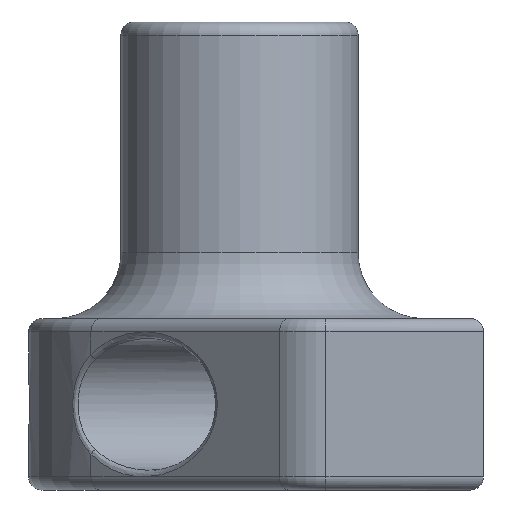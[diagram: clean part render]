
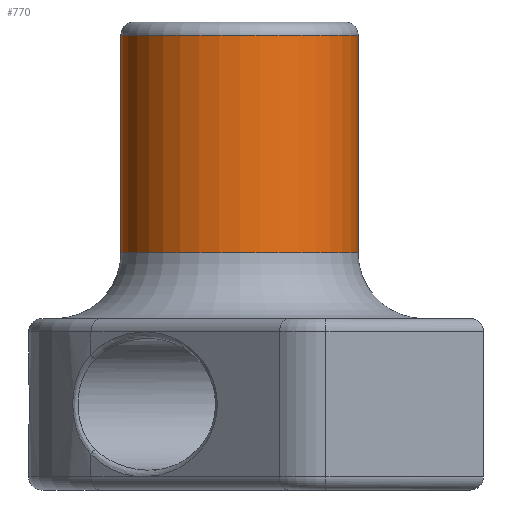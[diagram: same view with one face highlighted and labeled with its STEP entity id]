
A CAD part, left-side view. The second image highlights one B-rep face of the part: STEP entity #770.
In plain terms, the highlighted cylindrical face has radius 9 mm (diameter 18 mm), a full revolution.
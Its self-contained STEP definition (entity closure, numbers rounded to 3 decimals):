
#93=LINE('',#1805,#135);
#135=VECTOR('',#1081,9.);
#158=CYLINDRICAL_SURFACE('',#872,9.);
#197=FACE_OUTER_BOUND('',#252,.T.);
#252=EDGE_LOOP('',(#651,#652,#653,#654,#655));
#315=CIRCLE('',#871,9.);
#316=CIRCLE('',#873,9.);
#317=CIRCLE('',#874,9.);
#383=VERTEX_POINT('',#1800);
#384=VERTEX_POINT('',#1804);
#385=VERTEX_POINT('',#1806);
#479=EDGE_CURVE('',#383,#383,#315,.T.);
#480=EDGE_CURVE('',#383,#384,#93,.T.);
#481=EDGE_CURVE('',#385,#384,#316,.T.);
#482=EDGE_CURVE('',#384,#385,#317,.T.);
#651=ORIENTED_EDGE('',*,*,#479,.F.);
#652=ORIENTED_EDGE('',*,*,#480,.T.);
#653=ORIENTED_EDGE('',*,*,#481,.F.);
#654=ORIENTED_EDGE('',*,*,#482,.F.);
#655=ORIENTED_EDGE('',*,*,#480,.F.);
#770=ADVANCED_FACE('',(#197),#158,.T.);
#871=AXIS2_PLACEMENT_3D('',#1802,#1077,#1078);
#872=AXIS2_PLACEMENT_3D('',#1803,#1079,#1080);
#873=AXIS2_PLACEMENT_3D('',#1807,#1082,#1083);
#874=AXIS2_PLACEMENT_3D('',#1808,#1084,#1085);
#1077=DIRECTION('center_axis',(0.,0.,1.));
#1078=DIRECTION('ref_axis',(1.,0.,0.));
#1079=DIRECTION('center_axis',(0.,0.,1.));
#1080=DIRECTION('ref_axis',(1.,0.,0.));
#1081=DIRECTION('',(0.,0.,-1.));
#1082=DIRECTION('center_axis',(0.,0.,-1.));
#1083=DIRECTION('ref_axis',(1.,0.,0.));
#1084=DIRECTION('center_axis',(0.,0.,-1.));
#1085=DIRECTION('ref_axis',(1.,0.,0.));
#1800=CARTESIAN_POINT('',(-9.,0.,34.5));
#1802=CARTESIAN_POINT('Origin',(0.,0.,34.5));
#1803=CARTESIAN_POINT('Origin',(0.,0.,13.));
#1804=CARTESIAN_POINT('',(-9.,0.,18.));
#1805=CARTESIAN_POINT('',(-9.,0.,13.));
#1806=CARTESIAN_POINT('',(9.,0.,18.));
#1807=CARTESIAN_POINT('Origin',(0.,0.,18.));
#1808=CARTESIAN_POINT('Origin',(0.,0.,18.));
